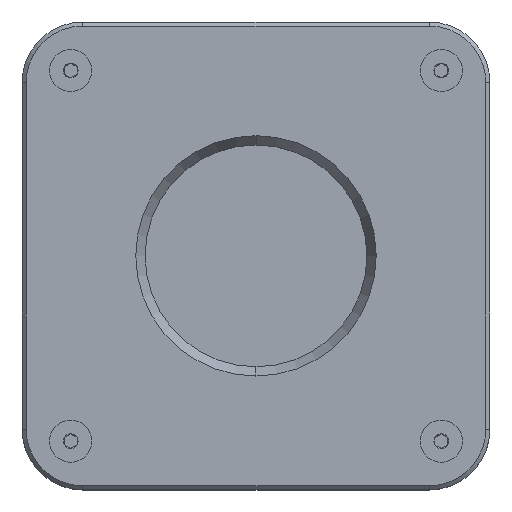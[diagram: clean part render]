
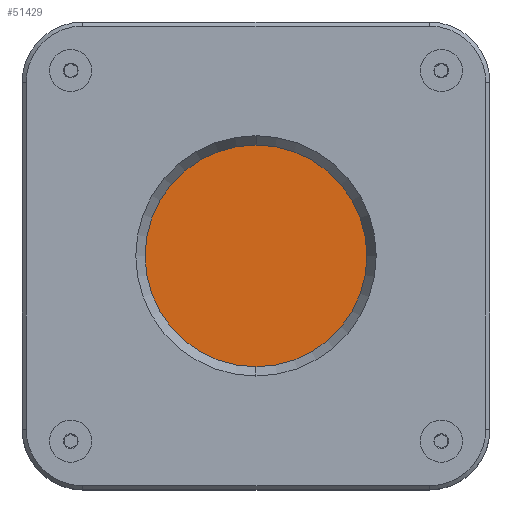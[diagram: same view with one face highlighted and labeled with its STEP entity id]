
A CAD part, top view. The second image highlights one B-rep face of the part: STEP entity #51429.
In plain terms, the highlighted planar face has unit normal (0, 0, 1).
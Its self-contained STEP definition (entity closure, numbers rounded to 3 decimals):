
#116 = LINE ( 'NONE', #13173, #15720 ) ;
#1271 = ORIENTED_EDGE ( 'NONE', *, *, #33786, .F. ) ;
#2078 = DIRECTION ( 'NONE',  ( 0., 0., -1. ) ) ;
#2954 = DIRECTION ( 'NONE',  ( -1., 0., 0. ) ) ;
#3153 = VERTEX_POINT ( 'NONE', #40323 ) ;
#3167 = DIRECTION ( 'NONE',  ( -1., 0., 0. ) ) ;
#3757 = VECTOR ( 'NONE', #7840, 1000. ) ;
#5571 = PLANE ( 'NONE',  #32761 ) ;
#5676 = DIRECTION ( 'NONE',  ( 0., 0., -1. ) ) ;
#5734 = CARTESIAN_POINT ( 'NONE',  ( 41.23, -44.002, 144. ) ) ;
#7309 = DIRECTION ( 'NONE',  ( 0., 0., -1. ) ) ;
#7840 = DIRECTION ( 'NONE',  ( 1., 0., 0. ) ) ;
#8125 = VECTOR ( 'NONE', #42934, 1000. ) ;
#8370 = CARTESIAN_POINT ( 'NONE',  ( -44.77, 61.998, 144. ) ) ;
#9329 = DIRECTION ( 'NONE',  ( 0., 1., 0. ) ) ;
#9738 = DIRECTION ( 'NONE',  ( -1., 0., 0. ) ) ;
#10486 = EDGE_CURVE ( 'NONE', #26361, #51673, #32027, .T. ) ;
#10755 = CARTESIAN_POINT ( 'NONE',  ( -44.77, -34.002, 144. ) ) ;
#10798 = CARTESIAN_POINT ( 'NONE',  ( 41.23, 61.998, 144. ) ) ;
#13032 = FACE_OUTER_BOUND ( 'NONE', #52839, .T. ) ;
#13173 = CARTESIAN_POINT ( 'NONE',  ( -54.77, -34.002, 144. ) ) ;
#14704 = VERTEX_POINT ( 'NONE', #33743 ) ;
#15720 = VECTOR ( 'NONE', #9329, 1000. ) ;
#16278 = VERTEX_POINT ( 'NONE', #44981 ) ;
#17691 = CIRCLE ( 'NONE', #51305, 10. ) ;
#18272 = CARTESIAN_POINT ( 'NONE',  ( 41.23, 51.998, 144. ) ) ;
#20221 = CARTESIAN_POINT ( 'NONE',  ( 51.23, 51.998, 144. ) ) ;
#20956 = ORIENTED_EDGE ( 'NONE', *, *, #32481, .F. ) ;
#21185 = ORIENTED_EDGE ( 'NONE', *, *, #47117, .F. ) ;
#22318 = VERTEX_POINT ( 'NONE', #46794 ) ;
#23679 = DIRECTION ( 'NONE',  ( 0., 0., -1. ) ) ;
#23739 = DIRECTION ( 'NONE',  ( -1., 0., 0. ) ) ;
#24560 = ORIENTED_EDGE ( 'NONE', *, *, #43189, .F. ) ;
#25545 = EDGE_CURVE ( 'NONE', #22318, #3153, #116, .T. ) ;
#26361 = VERTEX_POINT ( 'NONE', #10798 ) ;
#27907 = CARTESIAN_POINT ( 'NONE',  ( -44.77, -44.002, 144. ) ) ;
#29182 = LINE ( 'NONE', #37238, #53999 ) ;
#29717 = LINE ( 'NONE', #5734, #8125 ) ;
#29757 = AXIS2_PLACEMENT_3D ( 'NONE', #10755, #5676, #51683 ) ;
#32027 = CIRCLE ( 'NONE', #47990, 10. ) ;
#32481 = EDGE_CURVE ( 'NONE', #3153, #14704, #17691, .T. ) ;
#32761 = AXIS2_PLACEMENT_3D ( 'NONE', #18272, #2078, #9738 ) ;
#33743 = CARTESIAN_POINT ( 'NONE',  ( -44.77, 61.998, 144. ) ) ;
#33786 = EDGE_CURVE ( 'NONE', #14704, #26361, #33815, .T. ) ;
#33815 = LINE ( 'NONE', #8370, #3757 ) ;
#34095 = AXIS2_PLACEMENT_3D ( 'NONE', #40344, #23679, #3167 ) ;
#36877 = DIRECTION ( 'NONE',  ( 0., -1., 0. ) ) ;
#37099 = ORIENTED_EDGE ( 'NONE', *, *, #25545, .F. ) ;
#37238 = CARTESIAN_POINT ( 'NONE',  ( 51.23, 51.998, 144. ) ) ;
#37813 = CIRCLE ( 'NONE', #34095, 10. ) ;
#39998 = VERTEX_POINT ( 'NONE', #43631 ) ;
#40323 = CARTESIAN_POINT ( 'NONE',  ( -54.77, 51.998, 144. ) ) ;
#40344 = CARTESIAN_POINT ( 'NONE',  ( 41.23, -34.002, 144. ) ) ;
#42934 = DIRECTION ( 'NONE',  ( -1., 0., 0. ) ) ;
#43189 = EDGE_CURVE ( 'NONE', #16278, #39998, #37813, .T. ) ;
#43631 = CARTESIAN_POINT ( 'NONE',  ( 41.23, -44.002, 144. ) ) ;
#44116 = ORIENTED_EDGE ( 'NONE', *, *, #10486, .F. ) ;
#44981 = CARTESIAN_POINT ( 'NONE',  ( 51.23, -34.002, 144. ) ) ;
#46794 = CARTESIAN_POINT ( 'NONE',  ( -54.77, -34.002, 144. ) ) ;
#47117 = EDGE_CURVE ( 'NONE', #51673, #16278, #29182, .T. ) ;
#47990 = AXIS2_PLACEMENT_3D ( 'NONE', #53760, #53582, #23739 ) ;
#48715 = EDGE_CURVE ( 'NONE', #39998, #51492, #29717, .T. ) ;
#49204 = ORIENTED_EDGE ( 'NONE', *, *, #48715, .F. ) ;
#50506 = ORIENTED_EDGE ( 'NONE', *, *, #52893, .F. ) ;
#51305 = AXIS2_PLACEMENT_3D ( 'NONE', #52784, #7309, #2954 ) ;
#51429 = ADVANCED_FACE ( 'NONE', ( #13032 ), #5571, .F. ) ;
#51492 = VERTEX_POINT ( 'NONE', #27907 ) ;
#51673 = VERTEX_POINT ( 'NONE', #20221 ) ;
#51683 = DIRECTION ( 'NONE',  ( -1., 0., 0. ) ) ;
#52731 = CIRCLE ( 'NONE', #29757, 10. ) ;
#52784 = CARTESIAN_POINT ( 'NONE',  ( -44.77, 51.998, 144. ) ) ;
#52839 = EDGE_LOOP ( 'NONE', ( #44116, #1271, #20956, #37099, #50506, #49204, #24560, #21185 ) ) ;
#52893 = EDGE_CURVE ( 'NONE', #51492, #22318, #52731, .T. ) ;
#53582 = DIRECTION ( 'NONE',  ( 0., 0., -1. ) ) ;
#53760 = CARTESIAN_POINT ( 'NONE',  ( 41.23, 51.998, 144. ) ) ;
#53999 = VECTOR ( 'NONE', #36877, 1000. ) ;
